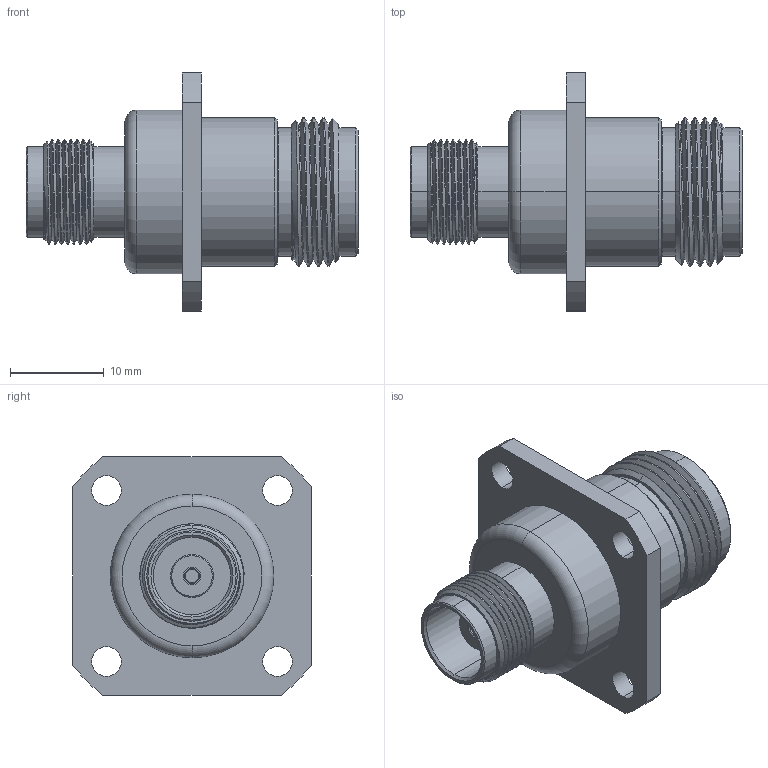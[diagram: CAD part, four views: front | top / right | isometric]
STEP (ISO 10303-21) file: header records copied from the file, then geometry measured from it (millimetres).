
FILE_DESCRIPTION (( 'STEP AP214' ), '1' );
FILE_NAME ('SM4146_3D.step', '2024-05-30T19:51:01', ( '' ), ( '' ), 'SwSTEP 2.0', 'SolidWorks 2022', '' );
FILE_SCHEMA (( 'AUTOMOTIVE_DESIGN' ));
Length unit declared in the file: inch
Products named in the file (1): SM4146_3D
Bounding box: 35.41 x 25.4 x 25.4 mm (x, y, z)
Volume: 5598.2 mm3; surface area: 4040.7 mm2
Topology: 1 solids, 2 shells, 174 faces, 444 edges, 288 vertices
Faces by surface type: cylinder 84, plane 46, cone 34, bspline 6, torus 4
Entity records: 8491 total; most frequent: CARTESIAN_POINT 4506, ORIENTED_EDGE 888, DIRECTION 762, EDGE_CURVE 444, AXIS2_PLACEMENT_3D 309, VERTEX_POINT 288, EDGE_LOOP 198, ADVANCED_FACE 174
